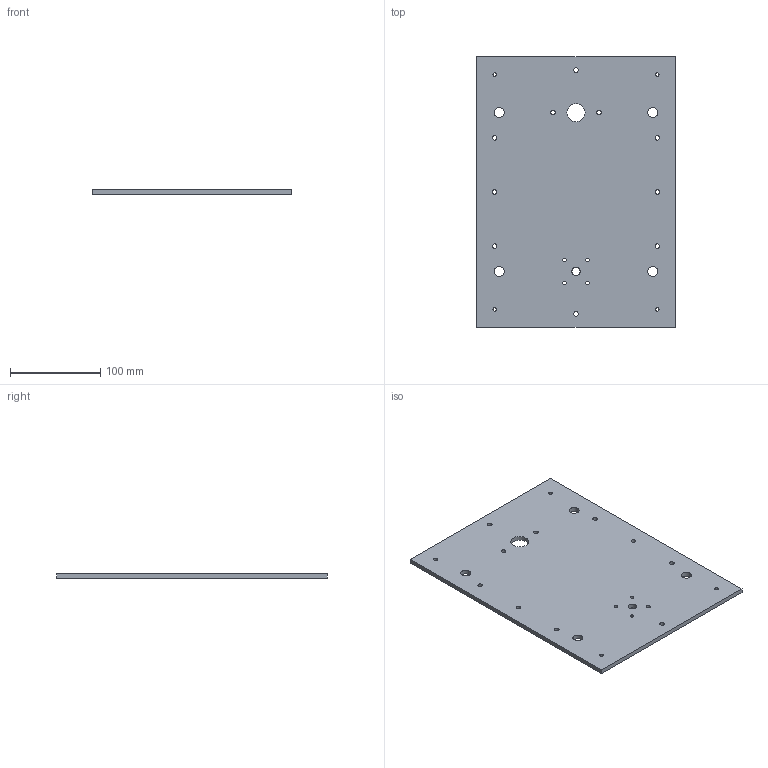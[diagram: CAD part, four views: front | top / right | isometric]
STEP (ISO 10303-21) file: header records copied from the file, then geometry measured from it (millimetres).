
FILE_DESCRIPTION(('FreeCAD Model'),'2;1');
FILE_NAME('Open CASCADE Shape Model','2025-07-11T22:05:01',('Author'),( ''),'Open CASCADE STEP processor 7.6','FreeCAD','Unknown');
FILE_SCHEMA(('AUTOMOTIVE_DESIGN { 1 0 10303 214 1 1 1 1 }'));
Length unit declared in the file: millimetre
Products named in the file (1): Pad
Bounding box: 220 x 300 x 5 mm (x, y, z)
Volume: 324726.1 mm3; surface area: 137525.2 mm2
Topology: 1 solids, 1 shells, 30 faces, 84 edges, 56 vertices
Faces by surface type: cylinder 24, plane 6
Full cylindrical faces by diameter (mm): 4 x8, 5 x10, 9 x1, 11 x4, 20 x1
Entity records: 2350 total; most frequent: CARTESIAN_POINT 627, DIRECTION 314, ORIENTED_EDGE 168, PCURVE 168, DEFINITIONAL_REPRESENTATION 168, LINE 156, VECTOR 156, EDGE_CURVE 84
